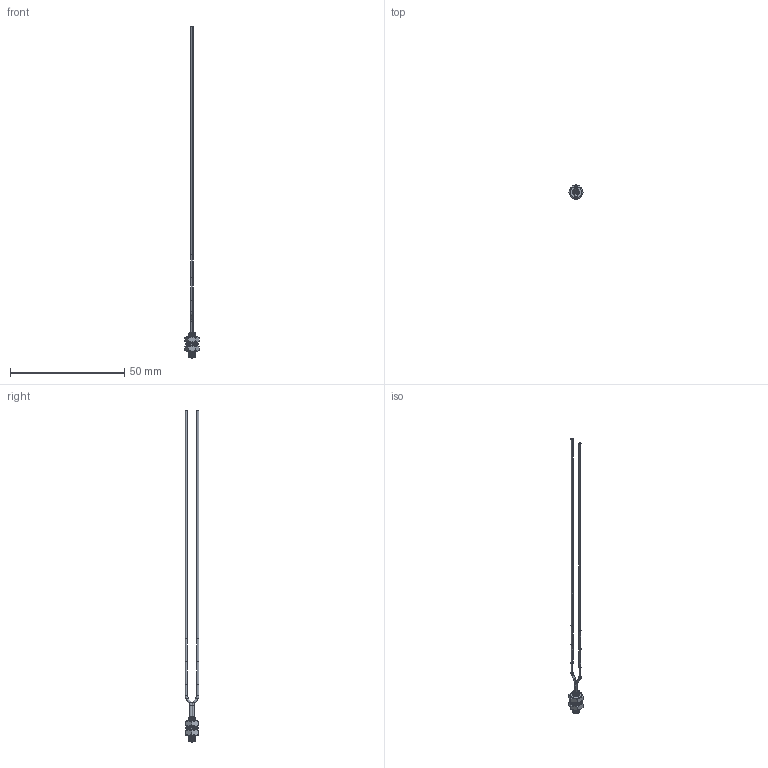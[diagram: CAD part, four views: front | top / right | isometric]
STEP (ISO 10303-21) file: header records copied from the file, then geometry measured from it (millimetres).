
FILE_DESCRIPTION((''),'2;1');
FILE_NAME('161879_ASM','2016-01-05T',('pdmadmin'),(''),'PRO/ENGINEER BY PARAMETRIC TECHNOLOGY CORPORATION, 2013230','PRO/ENGINEER BY PARAMETRIC TECHNOLOGY CORPORATION, 2013230','');
FILE_SCHEMA(('CONFIG_CONTROL_DESIGN'));
Length unit declared in the file: inch
Products named in the file (7): 39383; 30800_CURVED; 30800; 39253; 39254; FIBER_CORE_-25_010; 161879_ASM
Assembly tree (10 placements, depth 2):
  161879_ASM
    39383
    30800_CURVED  x2
    30800  x2
    39253  x2
    39254
    FIBER_CORE_-25_010  x2
Bounding box: 6.35 x 6.02 x 145.12 mm (x, y, z)
Volume: 356.5 mm3; surface area: 1610.4 mm2
Topology: 10 solids, 14 shells, 218 faces, 524 edges, 326 vertices
Faces by surface type: cylinder 120, plane 48, bspline 22, torus 16, cone 12
Entity records: 10646 total; most frequent: CARTESIAN_POINT 6757, ORIENTED_EDGE 808, DIRECTION 725, EDGE_CURVE 408, AXIS2_PLACEMENT_3D 279, VERTEX_POINT 258, EDGE_LOOP 170, VECTOR 167
